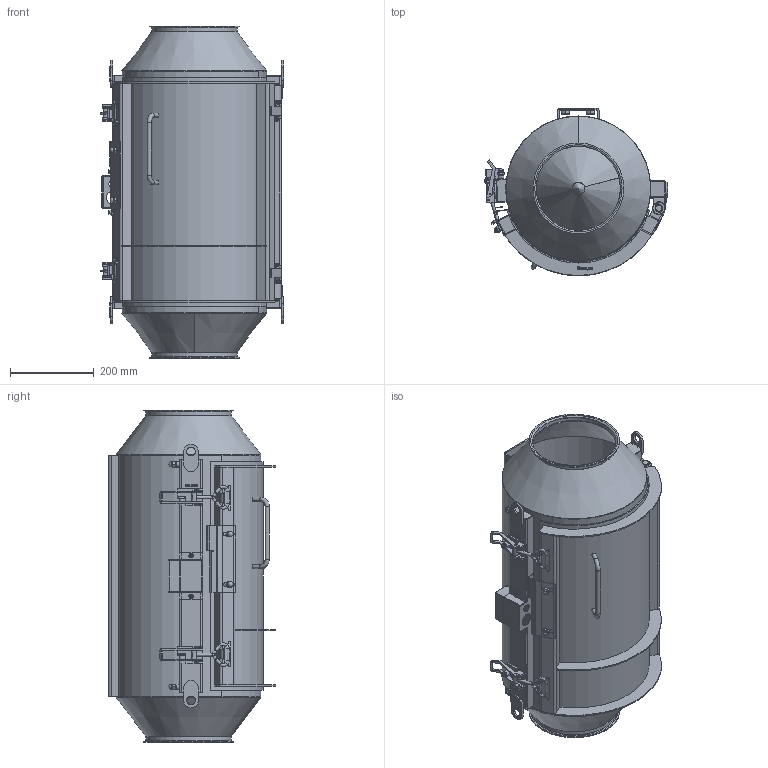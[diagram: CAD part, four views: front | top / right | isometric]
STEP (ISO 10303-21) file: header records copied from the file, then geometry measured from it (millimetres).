
FILE_DESCRIPTION(/* description */ (''),/* implementation_level */ '2;1');
FILE_NAME(/* name */ 'SPPE010162.stp',/* time_stamp */ '2018-07-16T08:49:29+02:00',/* author */ ('pw'),/* organization */ (''),/* preprocessor_version */ 'ST-DEVELOPER v16.5',/* originating_system */ 'Autodesk Inventor 2017',/* authorisation */ '');
FILE_SCHEMA (('AUTOMOTIVE_DESIGN { 1 0 10303 214 3 1 1 }'));
Length unit declared in the file: millimetre
Products named in the file (1): SPPE010162
Bounding box: 436.85 x 398.9 x 791 mm (x, y, z)
Volume: 4432292.3 mm3; surface area: 3082979.6 mm2
Topology: 73 solids, 73 shells, 2801 faces, 7109 edges, 4637 vertices
Faces by surface type: plane 1333, bspline 984, cylinder 339, cone 116, torus 24, sphere 5
Full cylindrical faces by diameter (mm): 1.7 x4, 2.459 x2, 3 x4, 3.242 x2, 4 x8, 4.917 x3, 6 x6, 6.3 x2, 6.6 x3, 6.647 x4, 7 x12, 8 x6, 8.2 x2, 8.376 x1, 10 x8, 10.106 x4, 11 x1, 12 x2, 12.5 x5, 13 x3, 13.5 x4, 15.2 x4, 16 x6, 16.1 x1, 16.2 x4, 16.5 x2, 19 x2, 21 x4, 24 x1, 28 x2
Entity records: 91414 total; most frequent: CARTESIAN_POINT 28624, ORIENTED_EDGE 13650, DIRECTION 9134, EDGE_CURVE 6823, VERTEX_POINT 4583, LINE 3884, VECTOR 3884, EDGE_LOOP 3360
